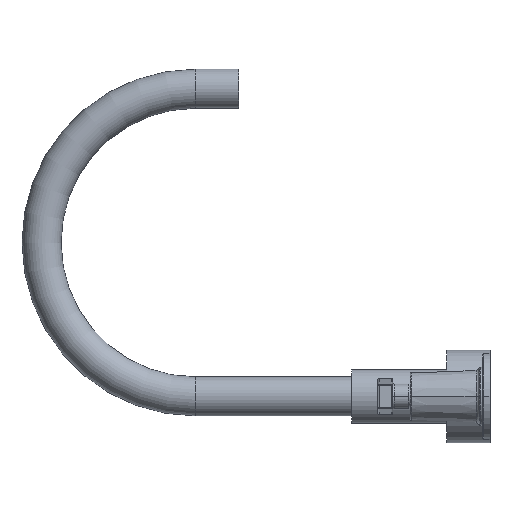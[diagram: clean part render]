
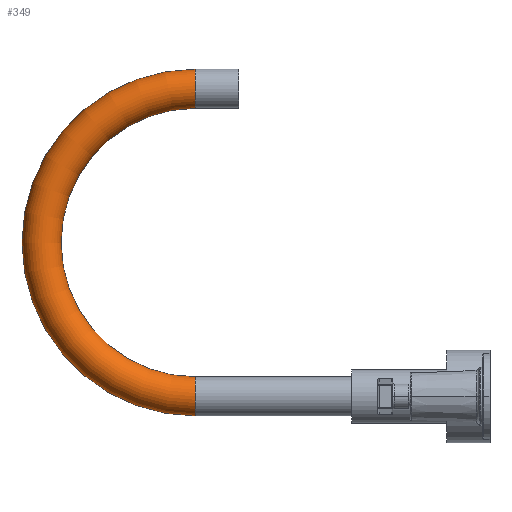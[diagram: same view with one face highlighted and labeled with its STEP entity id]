
A CAD part, left-side view. The second image highlights one B-rep face of the part: STEP entity #349.
In plain terms, the highlighted toroidal (fillet/blend) face has major radius 100.013 mm and minor radius 12.7 mm.
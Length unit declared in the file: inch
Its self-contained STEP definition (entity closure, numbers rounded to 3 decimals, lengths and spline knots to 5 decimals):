
#15=CARTESIAN_POINT('',(0.,7.54,7.875));
#16=DIRECTION('',(0.,-1.,0.));
#17=DIRECTION('',(0.,0.,1.));
#18=AXIS2_PLACEMENT_3D('',#15,#16,#17);
#35=CARTESIAN_POINT('',(0.,7.54,3.9375));
#36=DIRECTION('',(1.,0.,0.));
#37=DIRECTION('',(0.,0.,-1.));
#38=AXIS2_PLACEMENT_3D('',#35,#36,#37);
#114=CARTESIAN_POINT('',(0.,7.54,0.));
#115=DIRECTION('',(0.,1.,0.));
#116=DIRECTION('',(0.,0.,-1.));
#117=AXIS2_PLACEMENT_3D('',#114,#115,#116);
#119=CARTESIAN_POINT('',(0.,7.54,3.9375));
#120=DIRECTION('',(1.,0.,0.));
#121=DIRECTION('',(0.,0.,-1.));
#122=AXIS2_PLACEMENT_3D('',#119,#120,#121);
#140=CARTESIAN_POINT('',(0.,7.54,0.5));
#141=CARTESIAN_POINT('',(0.,7.54,-0.5));
#142=VERTEX_POINT('',#140);
#143=VERTEX_POINT('',#141);
#144=CARTESIAN_POINT('',(0.,7.54,7.375));
#145=CARTESIAN_POINT('',(0.,7.54,8.375));
#146=VERTEX_POINT('',#144);
#147=VERTEX_POINT('',#145);
#338=CARTESIAN_POINT('',(0.,7.54,3.9375));
#339=DIRECTION('',(1.,0.,0.));
#340=DIRECTION('',(0.,0.,1.));
#341=AXIS2_PLACEMENT_3D('',#338,#339,#340);
#342=TOROIDAL_SURFACE('',#341,3.9375,0.5);
#343=ORIENTED_EDGE('',*,*,#332,.F.);
#344=ORIENTED_EDGE('',*,*,#206,.T.);
#345=ORIENTED_EDGE('',*,*,#178,.T.);
#346=ORIENTED_EDGE('',*,*,#203,.F.);
#347=EDGE_LOOP('',(#343,#344,#345,#346));
#348=FACE_OUTER_BOUND('',#347,.F.);
#349=ADVANCED_FACE('',(#348),#342,.T.);
#19=CIRCLE('',#18,0.5);
#39=CIRCLE('',#38,3.4375);
#118=CIRCLE('',#117,0.5);
#123=CIRCLE('',#122,4.4375);
#178=EDGE_CURVE('',#147,#146,#19,.T.);
#203=EDGE_CURVE('',#142,#146,#39,.T.);
#206=EDGE_CURVE('',#143,#147,#123,.T.);
#332=EDGE_CURVE('',#143,#142,#118,.T.);
